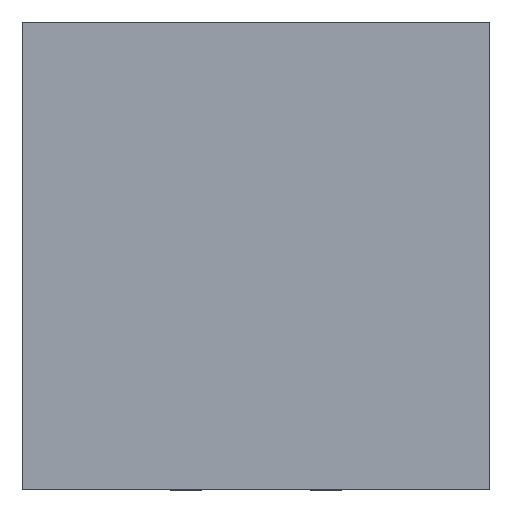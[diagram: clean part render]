
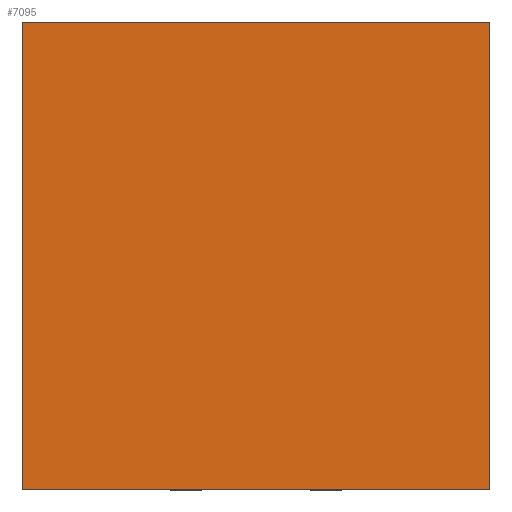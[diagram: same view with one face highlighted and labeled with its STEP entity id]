
A CAD part, top view. The second image highlights one B-rep face of the part: STEP entity #7095.
In plain terms, the highlighted face is planar.
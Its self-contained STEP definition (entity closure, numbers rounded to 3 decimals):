
#5500=DIRECTION('',(1.,0.,0.));
#5501=VECTOR('',#5500,3.);
#5502=CARTESIAN_POINT('',(-1.5,0.975,1.5));
#5503=LINE('',#5502,#5501);
#5507=DIRECTION('',(0.,0.,1.));
#5508=VECTOR('',#5507,3.);
#5509=CARTESIAN_POINT('',(-1.5,0.975,-1.5));
#5510=LINE('',#5509,#5508);
#5514=DIRECTION('',(-1.,0.,0.));
#5515=VECTOR('',#5514,3.);
#5516=CARTESIAN_POINT('',(1.5,0.975,-1.5));
#5517=LINE('',#5516,#5515);
#5521=DIRECTION('',(0.,0.,-1.));
#5522=VECTOR('',#5521,3.);
#5523=CARTESIAN_POINT('',(1.5,0.975,1.5));
#5524=LINE('',#5523,#5522);
#6102=CARTESIAN_POINT('',(-1.5,0.975,1.5));
#6103=CARTESIAN_POINT('',(1.5,0.975,1.5));
#6104=VERTEX_POINT('',#6102);
#6105=VERTEX_POINT('',#6103);
#6106=CARTESIAN_POINT('',(1.5,0.975,-1.5));
#6107=VERTEX_POINT('',#6106);
#6108=CARTESIAN_POINT('',(-1.5,0.975,-1.5));
#6109=VERTEX_POINT('',#6108);
#7082=CARTESIAN_POINT('',(0.,0.975,0.));
#7083=DIRECTION('',(0.,1.,0.));
#7084=DIRECTION('',(1.,0.,0.));
#7085=AXIS2_PLACEMENT_3D('',#7082,#7083,#7084);
#7086=PLANE('',#7085);
#7087=ORIENTED_EDGE('',*,*,#7021,.F.);
#7088=ORIENTED_EDGE('',*,*,#6710,.F.);
#7090=ORIENTED_EDGE('',*,*,#7089,.F.);
#7092=ORIENTED_EDGE('',*,*,#7091,.F.);
#7093=EDGE_LOOP('',(#7087,#7088,#7090,#7092));
#7094=FACE_OUTER_BOUND('',#7093,.F.);
#7095=ADVANCED_FACE('',(#7094),#7086,.T.);
#6710=EDGE_CURVE('',#6109,#6104,#5510,.T.);
#7021=EDGE_CURVE('',#6104,#6105,#5503,.T.);
#7089=EDGE_CURVE('',#6107,#6109,#5517,.T.);
#7091=EDGE_CURVE('',#6105,#6107,#5524,.T.);
